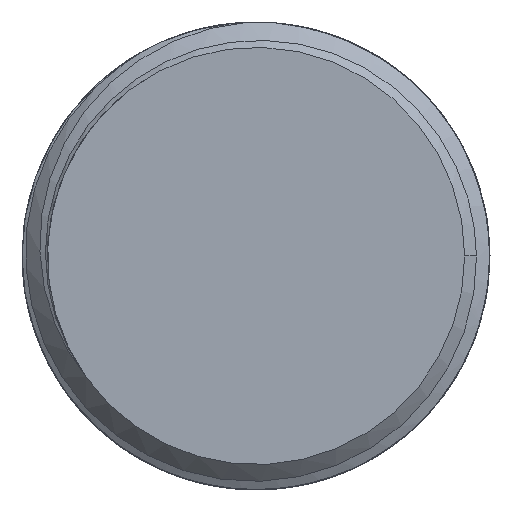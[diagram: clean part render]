
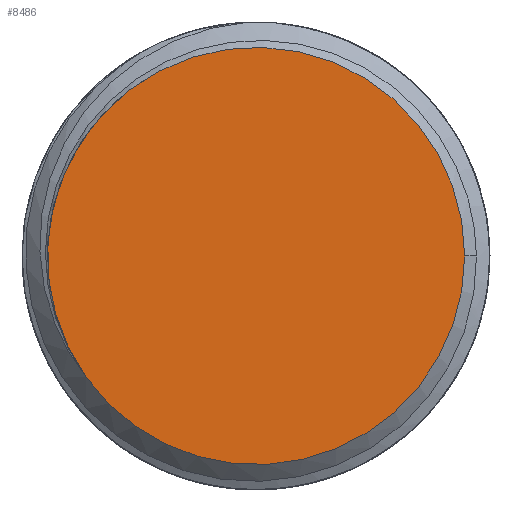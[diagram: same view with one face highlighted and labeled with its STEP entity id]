
A CAD part, front view. The second image highlights one B-rep face of the part: STEP entity #8486.
In plain terms, the highlighted planar face has unit normal (0, -1, 0).
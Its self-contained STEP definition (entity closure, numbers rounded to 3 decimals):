
#1043=CARTESIAN_POINT('',(0.,2.,0.));
#1044=DIRECTION('',(0.,-1.,0.));
#1045=DIRECTION('',(1.,0.,0.));
#1046=AXIS2_PLACEMENT_3D('',#1043,#1044,#1045);
#1073=CARTESIAN_POINT('',(0.,2.,0.));
#1074=DIRECTION('',(0.,-1.,0.));
#1075=DIRECTION('',(-0.815,0.,-0.579));
#1076=AXIS2_PLACEMENT_3D('',#1073,#1074,#1075);
#6690=CARTESIAN_POINT('',(-4.363,2.,
-3.097));
#7495=VERTEX_POINT('',#6690);
#7880=CARTESIAN_POINT('',(5.35,2.,0.));
#7881=VERTEX_POINT('',#7880);
#8476=CARTESIAN_POINT('',(0.,2.,0.));
#8477=DIRECTION('',(0.,-1.,0.));
#8478=DIRECTION('',(0.,0.,-1.));
#8479=AXIS2_PLACEMENT_3D('',#8476,#8477,#8478);
#8480=PLANE('',#8479);
#8481=ORIENTED_EDGE('',*,*,#8468,.F.);
#8483=ORIENTED_EDGE('',*,*,#8482,.F.);
#8484=EDGE_LOOP('',(#8481,#8483));
#8485=FACE_OUTER_BOUND('',#8484,.F.);
#8486=ADVANCED_FACE('',(#8485),#8480,.T.);
#1047=CIRCLE('',#1046,5.35);
#1077=CIRCLE('',#1076,5.35);
#8468=EDGE_CURVE('',#7881,#7495,#1047,.T.);
#8482=EDGE_CURVE('',#7495,#7881,#1077,.T.);
